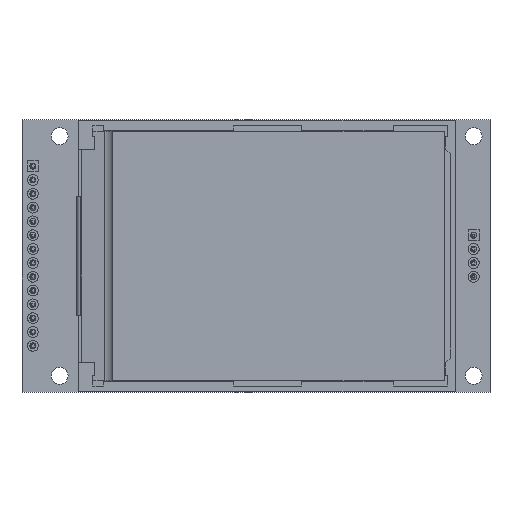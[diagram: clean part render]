
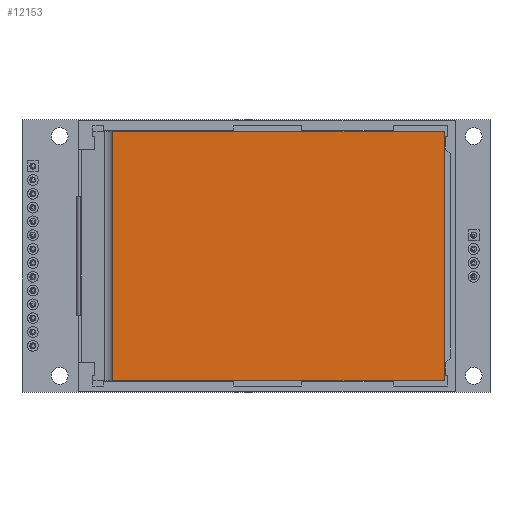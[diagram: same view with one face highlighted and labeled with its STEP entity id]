
A CAD part, top view. The second image highlights one B-rep face of the part: STEP entity #12153.
In plain terms, the highlighted planar face has unit normal (0, 0, 1).
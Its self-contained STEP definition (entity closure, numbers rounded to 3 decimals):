
#1191=FACE_OUTER_BOUND('',#1970,.T.);
#1970=EDGE_LOOP('',(#10686,#10687,#10688,#10689));
#3391=LINE('',#19180,#4873);
#3404=LINE('',#19206,#4886);
#3444=LINE('',#19284,#4926);
#3445=LINE('',#19286,#4927);
#4873=VECTOR('',#15862,45.8);
#4886=VECTOR('',#15879,61.);
#4926=VECTOR('',#15927,61.);
#4927=VECTOR('',#15930,45.8);
#5973=VERTEX_POINT('',#19174);
#5975=VERTEX_POINT('',#19178);
#5986=VERTEX_POINT('',#19205);
#6020=VERTEX_POINT('',#19282);
#7551=EDGE_CURVE('',#5975,#5973,#3391,.T.);
#7564=EDGE_CURVE('',#5973,#5986,#3404,.T.);
#7604=EDGE_CURVE('',#6020,#5975,#3444,.T.);
#7605=EDGE_CURVE('',#5986,#6020,#3445,.T.);
#10686=ORIENTED_EDGE('',*,*,#7564,.F.);
#10687=ORIENTED_EDGE('',*,*,#7551,.F.);
#10688=ORIENTED_EDGE('',*,*,#7604,.F.);
#10689=ORIENTED_EDGE('',*,*,#7605,.F.);
#11492=PLANE('',#12960);
#12153=ADVANCED_FACE('',(#1191),#11492,.T.);
#12960=AXIS2_PLACEMENT_3D('',#19287,#15931,#15932);
#15862=DIRECTION('',(0.,1.,0.));
#15879=DIRECTION('',(1.,0.,0.));
#15927=DIRECTION('',(-1.,0.,0.));
#15930=DIRECTION('',(0.,-1.,0.));
#15931=DIRECTION('center_axis',(0.,0.,1.));
#15932=DIRECTION('ref_axis',(1.,0.,0.));
#19174=CARTESIAN_POINT('',(-26.4,22.9,7.2));
#19178=CARTESIAN_POINT('',(-26.4,-22.9,7.2));
#19180=CARTESIAN_POINT('',(-26.4,-22.9,7.2));
#19205=CARTESIAN_POINT('',(34.6,22.9,7.2));
#19206=CARTESIAN_POINT('',(-26.4,22.9,7.2));
#19282=CARTESIAN_POINT('',(34.6,-22.9,7.2));
#19284=CARTESIAN_POINT('',(34.6,-22.9,7.2));
#19286=CARTESIAN_POINT('',(34.6,22.9,7.2));
#19287=CARTESIAN_POINT('Origin',(4.1,0.,7.2));
